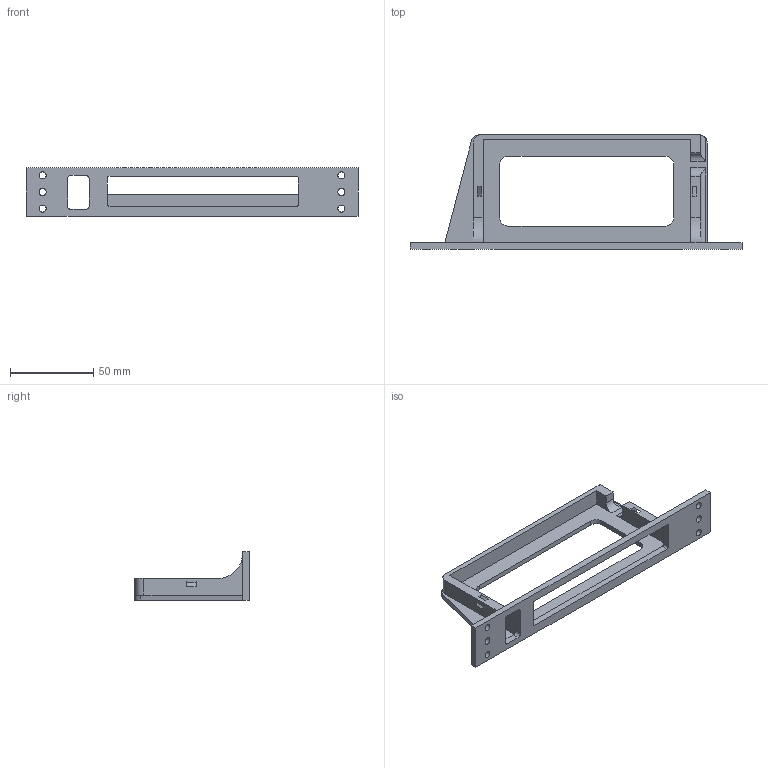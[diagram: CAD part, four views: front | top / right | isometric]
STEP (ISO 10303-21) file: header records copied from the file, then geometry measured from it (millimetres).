
FILE_DESCRIPTION(/* description */ (''),/* implementation_level */ '2;1');
FILE_NAME(/* name */ 'module_lanberg_dsp1-1008.step',/* time_stamp */ '2020-02-26T23:27:03+01:00',/* author */ (''),/* organization */ (''),/* preprocessor_version */ 'ST-DEVELOPER v18',/* originating_system */ 'Autodesk Translation Framework v8.12.0.6',/* authorisation */ '');
FILE_SCHEMA (('AUTOMOTIVE_DESIGN { 1 0 10303 214 3 1 1 }'));
Length unit declared in the file: millimetre
Products named in the file (3): LanbergSwitchMount; lanberg_mount; front
Assembly tree (2 placements, depth 3):
  LanbergSwitchMount
    lanberg_mount
      front
Bounding box: 200 x 69 x 29 mm (x, y, z)
Volume: 40799.1 mm3; surface area: 27068.6 mm2
Topology: 1 solids, 1 shells, 68 faces, 201 edges, 134 vertices
Faces by surface type: plane 41, cylinder 27
Full cylindrical faces by diameter (mm): 4.2 x6
Entity records: 2426 total; most frequent: CARTESIAN_POINT 439, ORIENTED_EDGE 402, DIRECTION 396, EDGE_CURVE 201, LINE 146, VECTOR 146, VERTEX_POINT 134, AXIS2_PLACEMENT_3D 125
